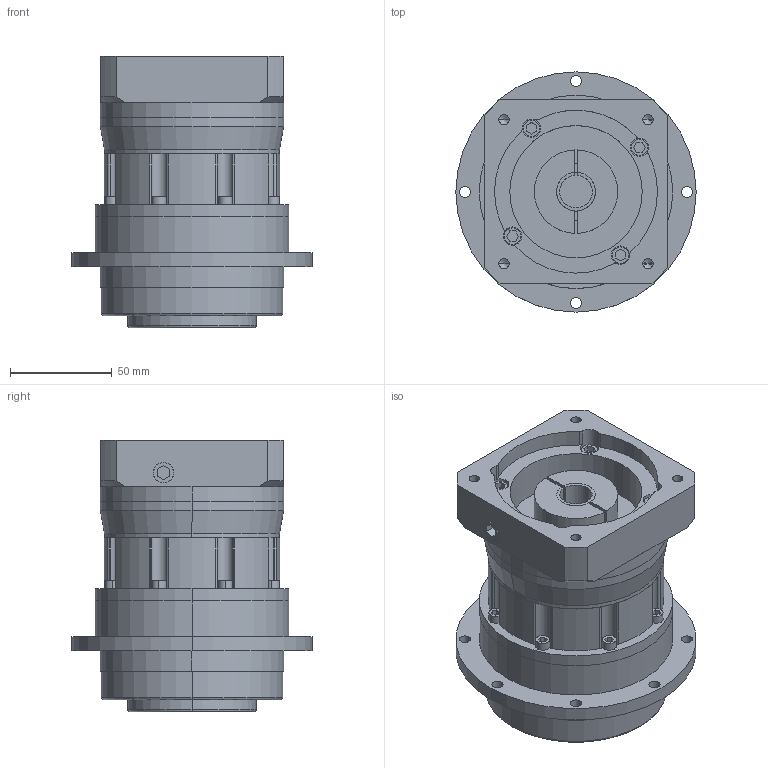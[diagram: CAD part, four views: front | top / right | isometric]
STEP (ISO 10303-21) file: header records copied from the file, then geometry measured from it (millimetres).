
FILE_DESCRIPTION (( 'STEP AP214' ), '1' );
FILE_NAME ('VGH90双级模型（16-35 80-3 4-6.5-100）.STEP', '2018-11-06T00:18:57', ( 'Windows' ), ( 'Microsoft' ), 'SwSTEP 2.0', 'SolidWorks 2016', '' );
FILE_SCHEMA (( 'AUTOMOTIVE_DESIGN' ));
Length unit declared in the file: millimetre
Products named in the file (1): VGH90双级模型（16-35 80-3 4-6.5-100）
Bounding box: 118 x 118 x 133.5 mm (x, y, z)
Volume: 781139.6 mm3; surface area: 137676.4 mm2
Topology: 6 solids, 6 shells, 378 faces, 937 edges, 600 vertices
Faces by surface type: cylinder 181, plane 161, cone 30, torus 6
Entity records: 12062 total; most frequent: DIRECTION 2061, CARTESIAN_POINT 1916, ORIENTED_EDGE 1826, EDGE_CURVE 913, AXIS2_PLACEMENT_3D 777, VERTEX_POINT 600, VECTOR 507, LINE 507
